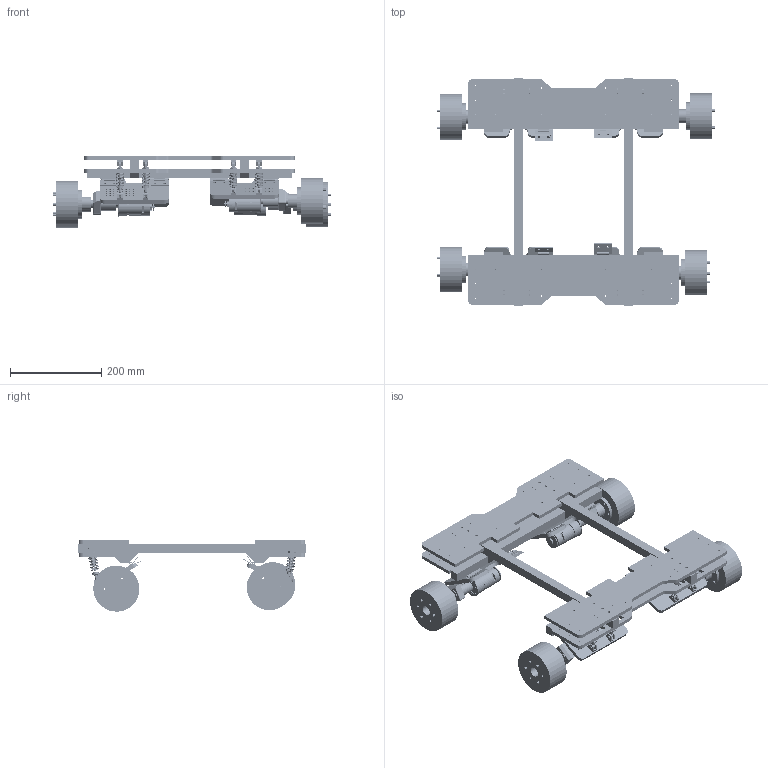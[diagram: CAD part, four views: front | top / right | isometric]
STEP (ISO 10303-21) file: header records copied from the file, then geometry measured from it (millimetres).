
FILE_DESCRIPTION(/* description */ (''),/* implementation_level */ '2;1');
FILE_NAME(/* name */ 'NEW_整体 v4.step',/* time_stamp */ '2022-09-24T22:55:27+08:00',/* author */ (''),/* organization */ (''),/* preprocessor_version */ 'ST-DEVELOPER v19',/* originating_system */ 'Autodesk Translation Framework v11.7.0.108',/* authorisation */ '');
FILE_SCHEMA (('AUTOMOTIVE_DESIGN { 1 0 10303 214 3 1 1 }'));
Length unit declared in the file: millimetre
Products named in the file (53): NEW_整体; 底架（仿）; 底板1; 底板2; 合页组合; 合页组合_1; 合页组合_2; 合页组合_3; 合页组合_4; 合页组合_5; 合页组合_6; 合页连接板-方案二; 合页组合_7; 合页2组合1 v1; 合页2组合2 v2; 车轮+轴+单支座; 轴承（仿） v3; 麦轮+轴体(仿)V2 v1; 另一侧支架V3; 车轮+轴+单支座_1; 轴承（仿） v3_1; 麦轮+轴体(仿)V2 v1_1; 另一侧支架V3_1; 车轮+轴+单支座_2; 轴承（仿） v3_2; 麦轮+轴体(仿)V2 v1_2; 另一侧支架V3_2; 车轮+轴+单支座_3; GM37-545电机 v2; 轴承（仿） v3_3; 内圈; 外圈; 联轴器(仿) v2; 37减速电机支座 v1; 麦轮+轴体(仿)V2 v1_3; 麦轮部分; 联轴片; 轴; 另一侧支架V3_3; 支架_Real ...
Assembly tree (141 placements, depth 4):
  NEW_整体
    底架（仿）
    底板2  x2
    底板1  x2
    合页组合
      合页2组合1 v1
      合页2组合2 v2
    合页连接板-方案二  x4
    合页组合_1
      合页2组合1 v1
      合页2组合2 v2
    合页组合_2
      合页2组合1 v1
      合页2组合2 v2
    合页组合_3
      合页2组合1 v1
      合页2组合2 v2
    合页组合_4
      合页2组合1 v1
      合页2组合2 v2
    合页组合_5
      合页2组合1 v1
      合页2组合2 v2
    合页组合_6
      合页2组合1 v1
      合页2组合2 v2
    合页组合_7
      合页2组合1 v1
      合页2组合2 v2
    车轮+轴+单支座
      GM37-545电机 v2
      轴承（仿） v3
        内圈
        外圈
      联轴器(仿) v2
      37减速电机支座 v1
      麦轮+轴体(仿)V2 v1
        麦轮部分
        联轴片
        轴
      另一侧支架V3
        支架_Real
    车轮+轴+单支座_1
      GM37-545电机 v2
      轴承（仿） v3_1
        内圈
        外圈
      联轴器(仿) v2
      37减速电机支座 v1
      麦轮+轴体(仿)V2 v1_1
        麦轮部分
        联轴片
        轴
      另一侧支架V3_1
        支架_Real
    车轮+轴+单支座_2
      GM37-545电机 v2
      轴承（仿） v3_2
        内圈
        外圈
Bounding box: 607 x 500 x 155.96 mm (x, y, z)
Volume: 4688234.8 mm3; surface area: 1123388.7 mm2
Topology: 137 solids, 137 shells, 2724 faces, 6432 edges, 4200 vertices
Faces by surface type: plane 1364, cylinder 1176, torus 96, cone 40, bspline 40, sphere 8
Full cylindrical faces by diameter (mm): 2 x4, 3 x288, 3.05 x64, 3.2 x24, 3.5 x16, 4 x12, 5 x128, 5.3 x56, 5.5 x32, 6 x16, 9 x4, 9.5 x4, 10 x24, 10.5 x4, 12 x12, 13 x8, 14 x4, 15 x4, 17 x8, 22 x4, 25 x4, 26 x4, 26.5 x4, 27 x4, 30 x4, 33.941 x4, 35 x8, 36 x4, 37 x4, 60 x4
Entity records: 22898 total; most frequent: CARTESIAN_POINT 5640, DIRECTION 3605, ORIENTED_EDGE 2934, EDGE_CURVE 1467, AXIS2_PLACEMENT_3D 1383, VERTEX_POINT 958, EDGE_LOOP 949, LINE 839
